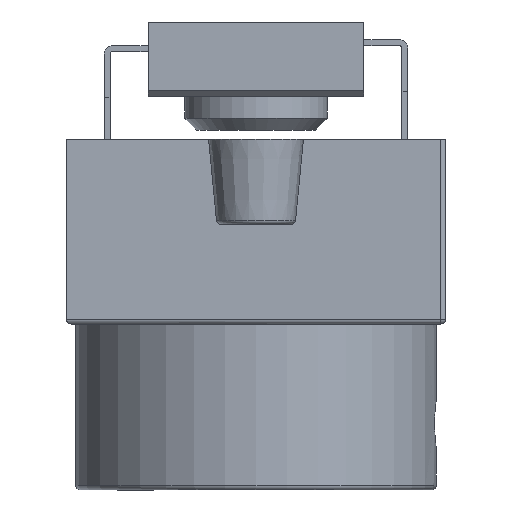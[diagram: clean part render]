
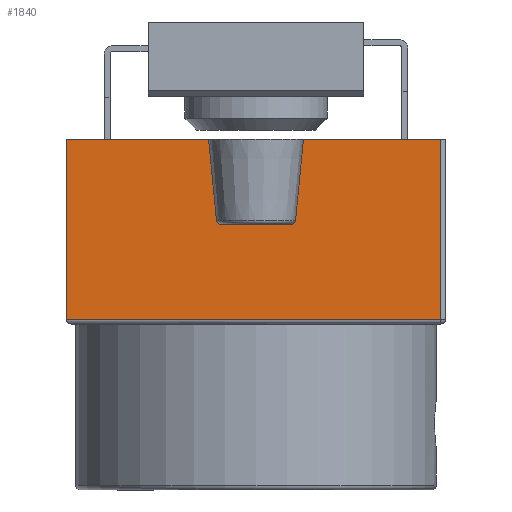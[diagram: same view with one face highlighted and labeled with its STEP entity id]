
A CAD part, left-side view. The second image highlights one B-rep face of the part: STEP entity #1840.
In plain terms, the highlighted face is planar.
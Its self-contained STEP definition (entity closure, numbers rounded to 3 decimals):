
#1422 = EDGE_CURVE('',#1423,#1425,#1427,.T.);
#1423 = VERTEX_POINT('',#1424);
#1424 = CARTESIAN_POINT('',(8.,3.6,-1.469));
#1425 = VERTEX_POINT('',#1426);
#1426 = CARTESIAN_POINT('',(8.,3.6,1.469));
#1427 = LINE('',#1428,#1429);
#1428 = CARTESIAN_POINT('',(8.,3.6,-2.));
#1429 = VECTOR('',#1430,1.);
#1430 = DIRECTION('',(0.,0.,1.));
#1612 = VERTEX_POINT('',#1613);
#1613 = CARTESIAN_POINT('',(8.,0.,-8.));
#1619 = EDGE_CURVE('',#1612,#1620,#1622,.T.);
#1620 = VERTEX_POINT('',#1621);
#1621 = CARTESIAN_POINT('',(8.,0.,-2.));
#1622 = LINE('',#1623,#1624);
#1623 = CARTESIAN_POINT('',(8.,0.,-8.));
#1624 = VECTOR('',#1625,1.);
#1625 = DIRECTION('',(0.,0.,1.));
#1645 = VERTEX_POINT('',#1646);
#1646 = CARTESIAN_POINT('',(8.,0.,2.));
#1652 = EDGE_CURVE('',#1645,#1653,#1655,.T.);
#1653 = VERTEX_POINT('',#1654);
#1654 = CARTESIAN_POINT('',(8.,0.,7.8));
#1655 = LINE('',#1656,#1657);
#1656 = CARTESIAN_POINT('',(8.,0.,2.));
#1657 = VECTOR('',#1658,1.);
#1658 = DIRECTION('',(0.,0.,1.));
#1719 = VERTEX_POINT('',#1720);
#1720 = CARTESIAN_POINT('',(8.,7.6,-8.));
#1726 = EDGE_CURVE('',#1719,#1612,#1727,.T.);
#1727 = LINE('',#1728,#1729);
#1728 = CARTESIAN_POINT('',(8.,7.8,-8.));
#1729 = VECTOR('',#1730,1.);
#1730 = DIRECTION('',(-0.,-1.,-0.));
#1840 = ADVANCED_FACE('',(#1841),#1891,.T.);
#1841 = FACE_BOUND('',#1842,.T.);
#1842 = EDGE_LOOP('',(#1843,#1844,#1853,#1859,#1860,#1861,#1869,#1875,
    #1876,#1884));
#1843 = ORIENTED_EDGE('',*,*,#1422,.F.);
#1844 = ORIENTED_EDGE('',*,*,#1845,.T.);
#1845 = EDGE_CURVE('',#1423,#1846,#1848,.T.);
#1846 = VERTEX_POINT('',#1847);
#1847 = CARTESIAN_POINT('',(8.,3.419,-1.668));
#1848 = CIRCLE('',#1849,0.2);
#1849 = AXIS2_PLACEMENT_3D('',#1850,#1851,#1852);
#1850 = CARTESIAN_POINT('',(8.,3.4,-1.469));
#1851 = DIRECTION('',(-1.,-0.,0.));
#1852 = DIRECTION('',(0.,0.,-1.));
#1853 = ORIENTED_EDGE('',*,*,#1854,.F.);
#1854 = EDGE_CURVE('',#1620,#1846,#1855,.T.);
#1855 = LINE('',#1856,#1857);
#1856 = CARTESIAN_POINT('',(8.,3.6,-1.65));
#1857 = VECTOR('',#1858,1.);
#1858 = DIRECTION('',(0.,0.995,0.097));
#1859 = ORIENTED_EDGE('',*,*,#1619,.F.);
#1860 = ORIENTED_EDGE('',*,*,#1726,.F.);
#1861 = ORIENTED_EDGE('',*,*,#1862,.T.);
#1862 = EDGE_CURVE('',#1719,#1863,#1865,.T.);
#1863 = VERTEX_POINT('',#1864);
#1864 = CARTESIAN_POINT('',(8.,7.6,7.8));
#1865 = LINE('',#1866,#1867);
#1866 = CARTESIAN_POINT('',(8.,7.6,8.));
#1867 = VECTOR('',#1868,1.);
#1868 = DIRECTION('',(0.,0.,1.));
#1869 = ORIENTED_EDGE('',*,*,#1870,.T.);
#1870 = EDGE_CURVE('',#1863,#1653,#1871,.T.);
#1871 = LINE('',#1872,#1873);
#1872 = CARTESIAN_POINT('',(8.,0.,7.8));
#1873 = VECTOR('',#1874,1.);
#1874 = DIRECTION('',(0.,-1.,0.));
#1875 = ORIENTED_EDGE('',*,*,#1652,.F.);
#1876 = ORIENTED_EDGE('',*,*,#1877,.F.);
#1877 = EDGE_CURVE('',#1878,#1645,#1880,.T.);
#1878 = VERTEX_POINT('',#1879);
#1879 = CARTESIAN_POINT('',(8.,3.419,1.668));
#1880 = LINE('',#1881,#1882);
#1881 = CARTESIAN_POINT('',(8.,0.,2.));
#1882 = VECTOR('',#1883,1.);
#1883 = DIRECTION('',(0.,-0.995,0.097));
#1884 = ORIENTED_EDGE('',*,*,#1885,.T.);
#1885 = EDGE_CURVE('',#1878,#1425,#1886,.T.);
#1886 = CIRCLE('',#1887,0.2);
#1887 = AXIS2_PLACEMENT_3D('',#1888,#1889,#1890);
#1888 = CARTESIAN_POINT('',(8.,3.4,1.469));
#1889 = DIRECTION('',(-1.,0.,0.));
#1890 = DIRECTION('',(0.,0.,-1.));
#1891 = PLANE('',#1892);
#1892 = AXIS2_PLACEMENT_3D('',#1893,#1894,#1895);
#1893 = CARTESIAN_POINT('',(8.,7.8,2.));
#1894 = DIRECTION('',(1.,0.,0.));
#1895 = DIRECTION('',(0.,0.,-1.));
